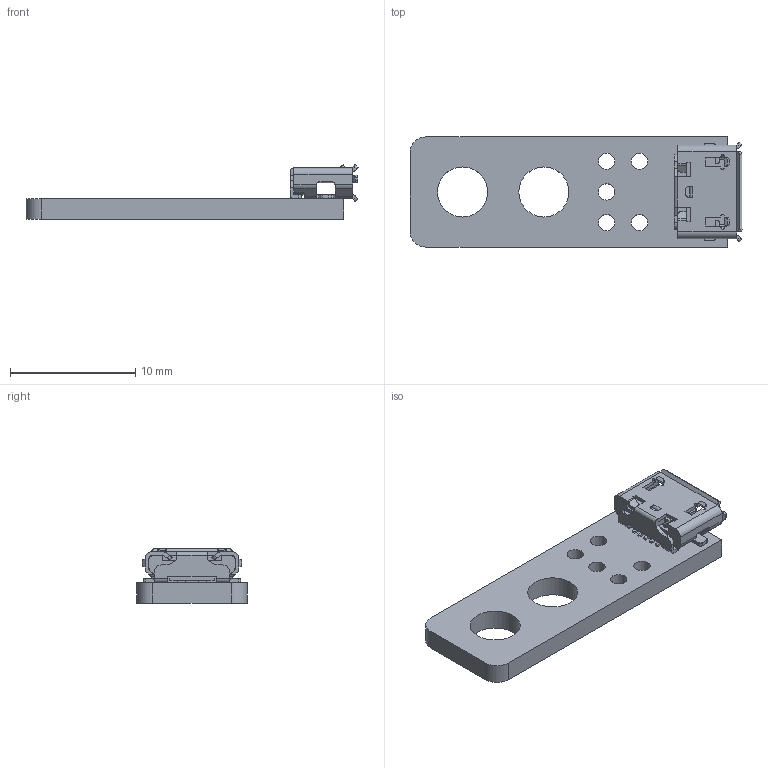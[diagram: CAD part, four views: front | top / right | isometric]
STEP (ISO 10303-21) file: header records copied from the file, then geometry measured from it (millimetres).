
FILE_DESCRIPTION(('Open CASCADE Model'),'2;1');
FILE_NAME('Open CASCADE Shape Model','2018-04-01T19:14:10',('Author'),( 'Open CASCADE'),'Open CASCADE STEP processor 6.8','Open CASCADE 6.8' ,'Unknown');
FILE_SCHEMA(('AUTOMOTIVE_DESIGN { 1 0 10303 214 1 1 1 1 }'));
Length unit declared in the file: millimetre
Products named in the file (6): PCB; Board; uUSB; 473460001; Open CASCADE STEP translator 6.8 1.2.1.1; Open CASCADE STEP translator 6.8 1.2.1.2
Assembly tree (5 placements, depth 4):
  PCB
    Board
    uUSB
      473460001
        Open CASCADE STEP translator 6.8 1.2.1.1
        Open CASCADE STEP translator 6.8 1.2.1.2
Bounding box: 26.53 x 8.8 x 4.36 mm (x, y, z)
Volume: 358.9 mm3; surface area: 825.7 mm2
Topology: 2 solids, 2 shells, 421 faces, 1263 edges, 882 vertices
Faces by surface type: plane 281, cylinder 136, sphere 4
Full cylindrical faces by diameter (mm): 1.3 x5, 4 x2
Entity records: 14305 total; most frequent: CARTESIAN_POINT 2688, ORIENTED_EDGE 2438, DIRECTION 2359, EDGE_CURVE 1219, LINE 977, VECTOR 977, VERTEX_POINT 794, AXIS2_PLACEMENT_3D 691
